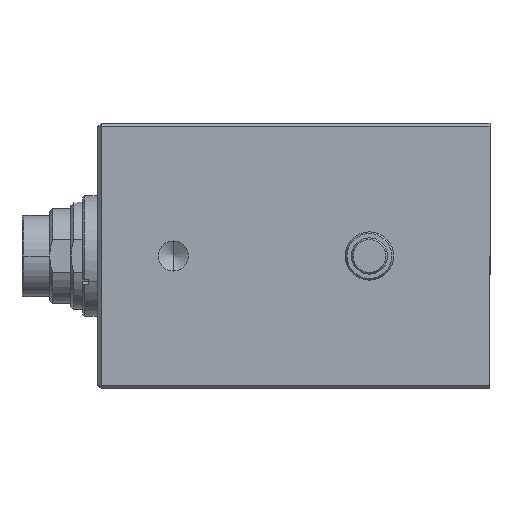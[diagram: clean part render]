
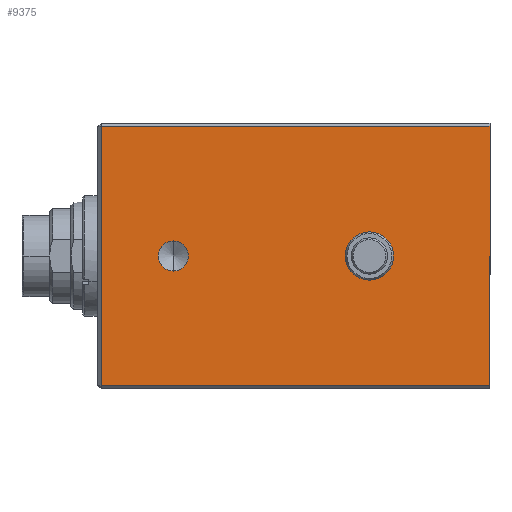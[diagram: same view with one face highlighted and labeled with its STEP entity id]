
A CAD part, left-side view. The second image highlights one B-rep face of the part: STEP entity #9375.
In plain terms, the highlighted planar face has unit normal (-1, 0, 0).
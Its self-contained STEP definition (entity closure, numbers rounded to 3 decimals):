
#7 = VECTOR ( 'NONE', #5157, 1000. ) ;
#22 = VECTOR ( 'NONE', #5618, 1000. ) ;
#814 = CARTESIAN_POINT ( 'NONE',  ( -76., 0., 0. ) ) ;
#815 = DIRECTION ( 'NONE',  ( 0., 0., -1. ) ) ;
#819 = DIRECTION ( 'NONE',  ( -1., 0., 0. ) ) ;
#831 = DIRECTION ( 'NONE',  ( 0., 0., 1. ) ) ;
#1143 = DIRECTION ( 'NONE',  ( -1., 0., 0. ) ) ;
#1155 = CARTESIAN_POINT ( 'NONE',  ( -76., 32.5, 0. ) ) ;
#2131 = FACE_BOUND ( 'NONE', #7209, .T. ) ;
#2132 = FACE_OUTER_BOUND ( 'NONE', #7186, .T. ) ;
#2133 = FACE_BOUND ( 'NONE', #8003, .T. ) ;
#2220 = CARTESIAN_POINT ( 'NONE',  ( -76., -20., 21.5 ) ) ;
#2224 = CARTESIAN_POINT ( 'NONE',  ( -76., -20., -21.5 ) ) ;
#2325 = VERTEX_POINT ( 'NONE', #12250 ) ;
#2729 = VERTEX_POINT ( 'NONE', #12334 ) ;
#2801 = VERTEX_POINT ( 'NONE', #12267 ) ;
#2837 = VERTEX_POINT ( 'NONE', #12436 ) ;
#3464 = AXIS2_PLACEMENT_3D ( 'NONE', #814, #819, #815 ) ;
#3714 = CIRCLE ( 'NONE', #3464, 4. ) ;
#3934 = AXIS2_PLACEMENT_3D ( 'NONE', #1155, #1143, #831 ) ;
#4196 = CIRCLE ( 'NONE', #3934, 2.5 ) ;
#4812 = PLANE ( 'NONE',  #9868 ) ;
#4813 = CARTESIAN_POINT ( 'NONE',  ( -76., -20., 22. ) ) ;
#4814 = DIRECTION ( 'NONE',  ( 1., 0., 0. ) ) ;
#4815 = DIRECTION ( 'NONE',  ( 0., 0., -1. ) ) ;
#5157 = DIRECTION ( 'NONE',  ( 0., -1., 0. ) ) ;
#5207 = CARTESIAN_POINT ( 'NONE',  ( -76., -20., 22. ) ) ;
#5231 = CARTESIAN_POINT ( 'NONE',  ( -76., 32.5, 0. ) ) ;
#5238 = CARTESIAN_POINT ( 'NONE',  ( -76., 44.5, 22. ) ) ;
#5383 = DIRECTION ( 'NONE',  ( 0., 0., -1. ) ) ;
#5393 = DIRECTION ( 'NONE',  ( -1., 0., 0. ) ) ;
#5589 = CARTESIAN_POINT ( 'NONE',  ( -76., 0., 0. ) ) ;
#5618 = DIRECTION ( 'NONE',  ( 0., 0., -1. ) ) ;
#5664 = DIRECTION ( 'NONE',  ( 0., 0., -1. ) ) ;
#5809 = CARTESIAN_POINT ( 'NONE',  ( -76., 45., 21.5 ) ) ;
#5824 = DIRECTION ( 'NONE',  ( -1., 0., 0. ) ) ;
#5843 = DIRECTION ( 'NONE',  ( 0., 0., 1. ) ) ;
#5918 = DIRECTION ( 'NONE',  ( 0., 1., 0. ) ) ;
#6000 = CARTESIAN_POINT ( 'NONE',  ( -76., -20., -21.5 ) ) ;
#6314 = VERTEX_POINT ( 'NONE', #9814 ) ;
#6607 = VERTEX_POINT ( 'NONE', #9771 ) ;
#6663 = VERTEX_POINT ( 'NONE', #2224 ) ;
#6730 = VERTEX_POINT ( 'NONE', #2220 ) ;
#7186 = EDGE_LOOP ( 'NONE', ( #11692, #11885, #11915, #11610 ) ) ;
#7209 = EDGE_LOOP ( 'NONE', ( #11585, #11971 ) ) ;
#8003 = EDGE_LOOP ( 'NONE', ( #12117, #11996 ) ) ;
#8455 = EDGE_CURVE ( 'NONE', #6730, #6314, #11047, .T. ) ;
#8472 = EDGE_CURVE ( 'NONE', #6730, #6663, #10997, .T. ) ;
#8489 = EDGE_CURVE ( 'NONE', #2801, #2325, #12537, .T. ) ;
#8520 = EDGE_CURVE ( 'NONE', #6607, #6663, #10936, .T. ) ;
#8525 = EDGE_CURVE ( 'NONE', #6314, #6607, #10946, .T. ) ;
#8553 = EDGE_CURVE ( 'NONE', #2729, #2837, #11427, .T. ) ;
#8885 = EDGE_CURVE ( 'NONE', #2837, #2729, #4196, .T. ) ;
#8926 = EDGE_CURVE ( 'NONE', #2325, #2801, #3714, .T. ) ;
#9375 = ADVANCED_FACE ( 'NONE', ( #2131, #2132, #2133 ), #4812, .F. ) ;
#9771 = CARTESIAN_POINT ( 'NONE',  ( -76., 44.5, -21.5 ) ) ;
#9814 = CARTESIAN_POINT ( 'NONE',  ( -76., 44.5, 21.5 ) ) ;
#9868 = AXIS2_PLACEMENT_3D ( 'NONE', #4813, #4814, #4815 ) ;
#10599 = VECTOR ( 'NONE', #5918, 1000. ) ;
#10936 = LINE ( 'NONE', #6000, #7 ) ;
#10946 = LINE ( 'NONE', #5238, #22 ) ;
#10997 = LINE ( 'NONE', #5207, #12522 ) ;
#11047 = LINE ( 'NONE', #5809, #10599 ) ;
#11427 = CIRCLE ( 'NONE', #11432, 2.5 ) ;
#11432 = AXIS2_PLACEMENT_3D ( 'NONE', #5231, #5824, #5843 ) ;
#11585 = ORIENTED_EDGE ( 'NONE', *, *, #8553, .F. ) ;
#11610 = ORIENTED_EDGE ( 'NONE', *, *, #8520, .T. ) ;
#11692 = ORIENTED_EDGE ( 'NONE', *, *, #8472, .F. ) ;
#11885 = ORIENTED_EDGE ( 'NONE', *, *, #8455, .T. ) ;
#11915 = ORIENTED_EDGE ( 'NONE', *, *, #8525, .T. ) ;
#11971 = ORIENTED_EDGE ( 'NONE', *, *, #8885, .F. ) ;
#11996 = ORIENTED_EDGE ( 'NONE', *, *, #8926, .F. ) ;
#12117 = ORIENTED_EDGE ( 'NONE', *, *, #8489, .F. ) ;
#12250 = CARTESIAN_POINT ( 'NONE',  ( -76., 0., 4. ) ) ;
#12267 = CARTESIAN_POINT ( 'NONE',  ( -76., 0., -4. ) ) ;
#12334 = CARTESIAN_POINT ( 'NONE',  ( -76., 32.5, 2.5 ) ) ;
#12436 = CARTESIAN_POINT ( 'NONE',  ( -76., 32.5, -2.5 ) ) ;
#12522 = VECTOR ( 'NONE', #5383, 1000. ) ;
#12537 = CIRCLE ( 'NONE', #12545, 4. ) ;
#12545 = AXIS2_PLACEMENT_3D ( 'NONE', #5589, #5393, #5664 ) ;
